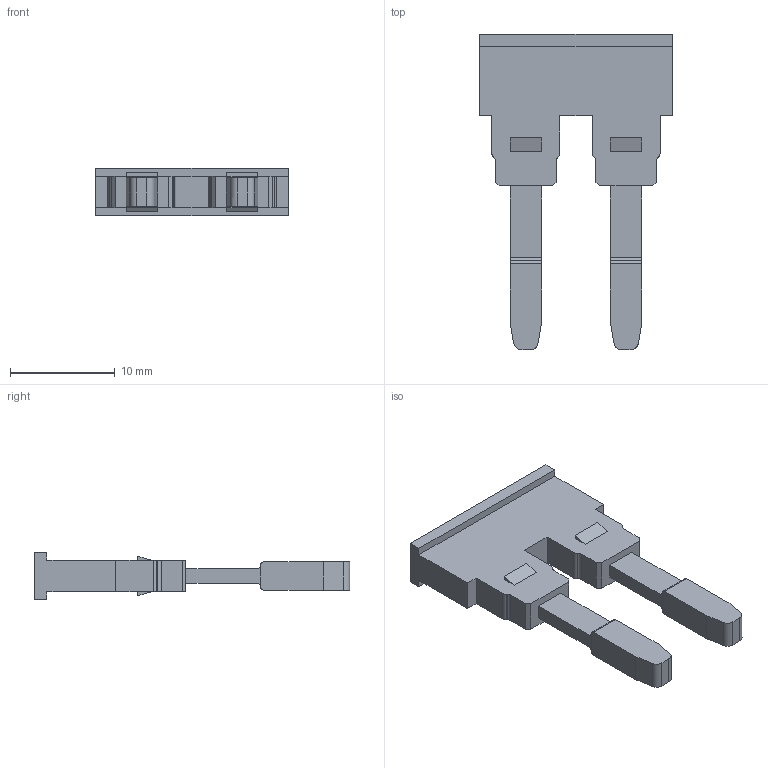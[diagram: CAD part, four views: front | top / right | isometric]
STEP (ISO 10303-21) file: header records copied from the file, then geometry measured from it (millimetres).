
FILE_DESCRIPTION (( 'STEP AP203' ), '1' );
FILE_NAME ('2''LÝ - 10 ÜST KÖPRÜ.STEP', '2020-03-24T14:07:24', ( '' ), ( '' ), 'SwSTEP 2.0', 'SolidWorks 2011', '' );
FILE_SCHEMA (( 'CONFIG_CONTROL_DESIGN' ));
Length unit declared in the file: millimetre
Products named in the file (1): 2''Lﾝ - 10 ﾜST KﾖPRﾜ
Bounding box: 18.4 x 30.16 x 4.5 mm (x, y, z)
Volume: 906.8 mm3; surface area: 1072.3 mm2
Topology: 1 solids, 1 shells, 90 faces, 242 edges, 160 vertices
Faces by surface type: plane 70, cylinder 20
Entity records: 2887 total; most frequent: CARTESIAN_POINT 533, ORIENTED_EDGE 484, DIRECTION 448, EDGE_CURVE 242, VECTOR 202, LINE 202, VERTEX_POINT 160, AXIS2_PLACEMENT_3D 123
